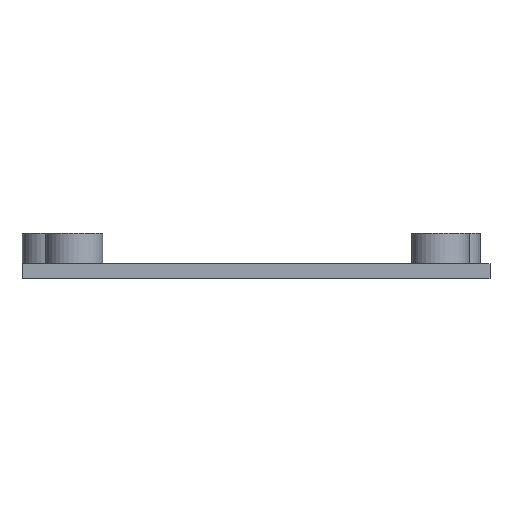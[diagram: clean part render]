
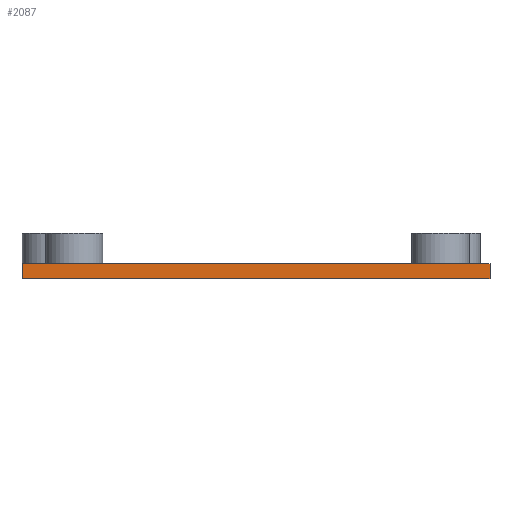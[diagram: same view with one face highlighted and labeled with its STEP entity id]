
A CAD part, front view. The second image highlights one B-rep face of the part: STEP entity #2087.
In plain terms, the highlighted planar face has unit normal (0, -1, 0).
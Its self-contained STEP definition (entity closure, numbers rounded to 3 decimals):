
#348 = VECTOR ( 'NONE', #1651, 1000. ) ;
#351 = EDGE_CURVE ( 'NONE', #1154, #781, #2321, .T. ) ;
#373 = CARTESIAN_POINT ( 'NONE',  ( 33.526, -42.752, 2. ) ) ;
#414 = VERTEX_POINT ( 'NONE', #1653 ) ;
#585 = DIRECTION ( 'NONE',  ( 1., 0., 0. ) ) ;
#650 = CARTESIAN_POINT ( 'NONE',  ( -28.419, -42.752, 0. ) ) ;
#717 = VECTOR ( 'NONE', #585, 1000. ) ;
#781 = VERTEX_POINT ( 'NONE', #1846 ) ;
#811 = CARTESIAN_POINT ( 'NONE',  ( -28.419, -42.752, 2. ) ) ;
#858 = DIRECTION ( 'NONE',  ( 0., 0., -1. ) ) ;
#945 = LINE ( 'NONE', #1280, #717 ) ;
#981 = AXIS2_PLACEMENT_3D ( 'NONE', #811, #989, #2066 ) ;
#989 = DIRECTION ( 'NONE',  ( 0., 1., 0. ) ) ;
#1079 = VERTEX_POINT ( 'NONE', #1449 ) ;
#1154 = VERTEX_POINT ( 'NONE', #373 ) ;
#1181 = LINE ( 'NONE', #650, #1433 ) ;
#1193 = VECTOR ( 'NONE', #858, 1000. ) ;
#1264 = CARTESIAN_POINT ( 'NONE',  ( -28.419, -42.752, 2. ) ) ;
#1280 = CARTESIAN_POINT ( 'NONE',  ( -28.419, -42.752, 2. ) ) ;
#1396 = EDGE_CURVE ( 'NONE', #1079, #781, #1181, .T. ) ;
#1433 = VECTOR ( 'NONE', #1563, 1000. ) ;
#1435 = EDGE_LOOP ( 'NONE', ( #1777, #1455, #1470, #1574 ) ) ;
#1449 = CARTESIAN_POINT ( 'NONE',  ( -28.419, -42.752, 0. ) ) ;
#1455 = ORIENTED_EDGE ( 'NONE', *, *, #351, .F. ) ;
#1470 = ORIENTED_EDGE ( 'NONE', *, *, #1710, .F. ) ;
#1543 = PLANE ( 'NONE',  #981 ) ;
#1563 = DIRECTION ( 'NONE',  ( 1., 0., 0. ) ) ;
#1574 = ORIENTED_EDGE ( 'NONE', *, *, #2047, .T. ) ;
#1651 = DIRECTION ( 'NONE',  ( 0., 0., -1. ) ) ;
#1653 = CARTESIAN_POINT ( 'NONE',  ( -28.419, -42.752, 2. ) ) ;
#1710 = EDGE_CURVE ( 'NONE', #414, #1154, #945, .T. ) ;
#1777 = ORIENTED_EDGE ( 'NONE', *, *, #1396, .T. ) ;
#1804 = LINE ( 'NONE', #1264, #348 ) ;
#1846 = CARTESIAN_POINT ( 'NONE',  ( 33.526, -42.752, 0. ) ) ;
#1960 = CARTESIAN_POINT ( 'NONE',  ( 33.526, -42.752, 2. ) ) ;
#2018 = FACE_OUTER_BOUND ( 'NONE', #1435, .T. ) ;
#2047 = EDGE_CURVE ( 'NONE', #414, #1079, #1804, .T. ) ;
#2066 = DIRECTION ( 'NONE',  ( 0., 0., 1. ) ) ;
#2087 = ADVANCED_FACE ( 'NONE', ( #2018 ), #1543, .F. ) ;
#2321 = LINE ( 'NONE', #1960, #1193 ) ;
